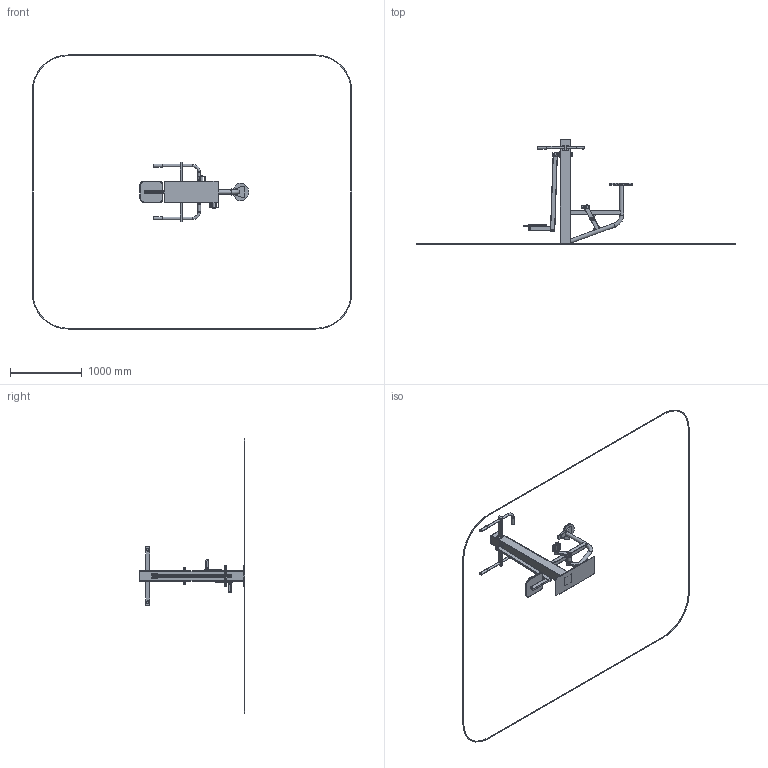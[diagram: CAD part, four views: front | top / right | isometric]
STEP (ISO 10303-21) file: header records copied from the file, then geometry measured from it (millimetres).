
FILE_DESCRIPTION(('STEP AP214'), '1');
FILE_NAME('óëè÷íûé òðåíàæåðíûé êîìïëåêñ', '', ('UNSPECIFIED'), ('UNSPECIFIED'), 'C3D Converter', 'C3D Toolkit', '');
FILE_SCHEMA(('AUTOMOTIVE_DESIGN { 1 0 10303 214 3 1 1}'));
Length unit declared in the file: millimetre
Products named in the file (67): УТ-26.14.00.00.00; УТ-18Н.1.14.02.00.00; УТ-18Н.1.14.01.02.00; УТ-26Н.1.14.01.01.01; УТ-19Н опора (2020); УТ-08.1.14.00.01.02; УТ-14Н.1.14.01.01.03; УТ-14.1.14.01.01.05-01; ММГН-202.01.03; УТ-10.1.14.00.02.02; УТС-03.04.02.00; КР-103.00.03.01; УТС-03.04.02.04; УТС-03.04.02.02; УТ-14.1.14.01.01.06; УТ-14.1.14.01.01.02; УТС-03.04.01.00; УТС-03.04.01.02; УТС-03.04.01.03; УТС-03.04.01.01; ТС-03.00.00.04; СВЧС; УТ-18Н.1.14.01.00.01; УТ-18Н.1.14.01.03.00; УТ-18Н.1.14.01.03.01; УТ-18Н.1.14.01.02.01; УТ-18Н.1.14.01.02.02; УТ-26Н.1.14.05.01.00; УТ-26Н.1.14.05.01.03; УТ-18Н.1.14.05.01.04; УТ-26Н.1.14.05.01.01; ФК-03.03; УТ-02.1.14.01.01.00
Assembly tree (108 placements, depth 7):
  УТ-26.14.00.00.00
    УТ-18Н.1.14.02.00.00
      УТ-18Н.1.14.01.02.00
        УТ-26Н.1.14.01.01.01
        УТ-19Н опора (2020)
        УТ-08.1.14.00.01.02
        УТ-18Н.1.14.01.02.00
          УТ-14Н.1.14.01.01.03
          УТ-14.1.14.01.01.05-01
          (unnamed)
            ММГН-202.01.03
            УТ-10.1.14.00.02.02
            УТС-03.04.02.00  x2
              КР-103.00.03.01
              (unnamed)
              УТС-03.04.02.04
              УТС-03.04.02.02
          УТ-14.1.14.01.01.06
          УТ-14.1.14.01.01.02  x2
        УТС-03.04.01.00  x2
          УТС-03.04.01.02
          УТС-03.04.01.03
          УТС-03.04.01.01
          (unnamed)
            (unnamed)
            (unnamed)
            (unnamed)  x10
            (unnamed)
            (unnamed)
          (unnamed)
            (unnamed)
            (unnamed)
            (unnamed)  x9
            (unnamed)
            (unnamed)
          (unnamed)
        ТС-03.00.00.04  x2
        СВЧС
      УТ-18Н.1.14.01.00.01
      УТ-18Н.1.14.01.03.00
        УТ-18Н.1.14.01.03.01
        УТ-18Н.1.14.01.02.01
      УТ-18Н.1.14.01.02.00
        УТ-18Н.1.14.01.02.01
        УТ-18Н.1.14.01.02.02
    (unnamed)  x2
      УТ-26Н.1.14.05.01.00
        УТ-26Н.1.14.05.01.03
        УТ-18Н.1.14.05.01.04
        УТ-26Н.1.14.05.01.01
      (unnamed)
      (unnamed)
    (unnamed)
      (unnamed)
        ФК-03.03  x6
        (unnamed)  x2
        (unnamed)  x3
      (unnamed)  x6
        (unnamed)
        (unnamed)
Bounding box: 4458.69 x 1472 x 3826 mm (x, y, z)
Volume: 13806781.8 mm3; surface area: 5712167.3 mm2
Topology: 110 solids, 112 shells, 1499 faces, 3674 edges, 2385 vertices
Faces by surface type: plane 982, cylinder 342, torus 82, cone 51, sphere 38, bspline 4
Full cylindrical faces by diameter (mm): 6 x2, 6.917 x1, 8 x4, 8.376 x2, 10 x1, 12 x4, 15.2 x4, 16.32 x4, 19.5 x4, 20 x14, 23.68 x4, 24 x3, 24.4 x4, 24.8 x2, 25.3 x4, 25.94 x4, 28 x10, 28.2 x2, 29 x2, 30 x2, 32 x5, 32.25 x4, 34 x8, 35 x5, 36 x3, 36.06 x4, 37.6 x2, 38.6 x4, 40 x5, 42 x4
Entity records: 32310 total; most frequent: CARTESIAN_POINT 5216, DIRECTION 3713, ORIENTED_EDGE 3072, EDGE_CURVE 1536, AXIS2_PLACEMENT_3D 1388, VERTEX_POINT 1092, EDGE_LOOP 1018, LINE 937
